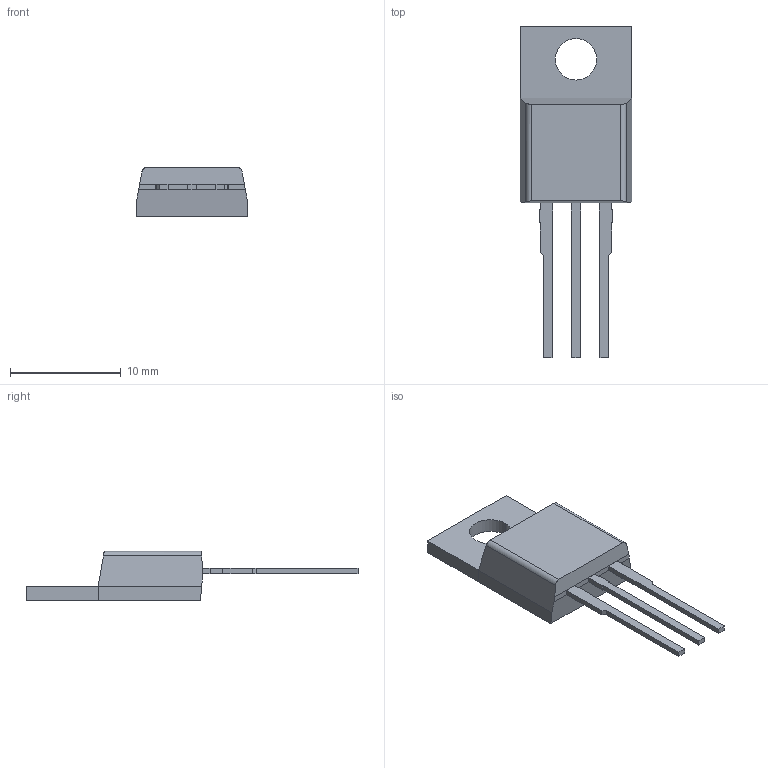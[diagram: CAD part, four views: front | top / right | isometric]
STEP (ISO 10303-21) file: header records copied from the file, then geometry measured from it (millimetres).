
FILE_DESCRIPTION (( 'STEP AP214' ), '1' );
FILE_NAME ('IPP60R160P7XKSA1.STEP', '2023-11-21T07:59:52', ( '' ), ( '' ), 'SwSTEP 2.0', 'SolidWorks 2021', '' );
FILE_SCHEMA (( 'AUTOMOTIVE_DESIGN' ));
Length unit declared in the file: millimetre
Products named in the file (2): IPP60R160P7XKSA1; IPP60R160P7XKSA1_IPP60R160P7XKSA1
Assembly tree (1 placements, depth 2):
  IPP60R160P7XKSA1
    IPP60R160P7XKSA1_IPP60R160P7XKSA1
Bounding box: 10.03 x 29.95 x 4.43 mm (x, y, z)
Volume: 477.2 mm3; surface area: 747.5 mm2
Topology: 5 solids, 5 shells, 76 faces, 194 edges, 128 vertices
Faces by surface type: plane 72, cylinder 4
Entity records: 2356 total; most frequent: CARTESIAN_POINT 414, ORIENTED_EDGE 388, DIRECTION 354, EDGE_CURVE 194, LINE 186, VECTOR 186, VERTEX_POINT 128, AXIS2_PLACEMENT_3D 84
